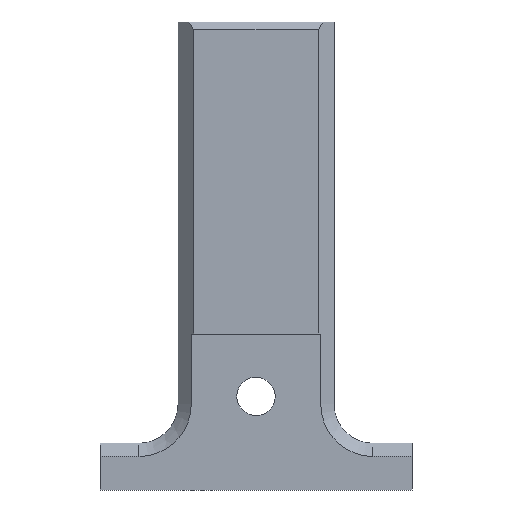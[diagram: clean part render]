
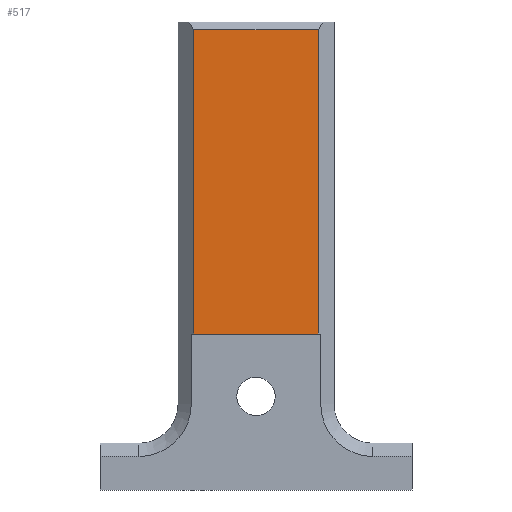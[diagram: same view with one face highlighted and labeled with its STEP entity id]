
A CAD part, front view. The second image highlights one B-rep face of the part: STEP entity #517.
In plain terms, the highlighted planar face has unit normal (0, -1, 0).
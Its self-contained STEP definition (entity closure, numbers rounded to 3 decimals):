
#348=CARTESIAN_POINT('Line Origine',(0.,0.,29.5)) ;
#352=CARTESIAN_POINT('Vertex',(-4.,0.,29.5)) ;
#354=CARTESIAN_POINT('Vertex',(4.,0.,29.5)) ;
#423=CARTESIAN_POINT('Vertex',(-4.,0.,10.)) ;
#426=CARTESIAN_POINT('Line Origine',(-4.,0.,14.75)) ;
#494=CARTESIAN_POINT('Axis2P3D Location',(0.,0.,0.)) ;
#499=CARTESIAN_POINT('Line Origine',(0.,0.,10.)) ;
#503=CARTESIAN_POINT('Vertex',(4.,0.,10.)) ;
#506=CARTESIAN_POINT('Line Origine',(4.,0.,19.75)) ;
#349=DIRECTION('Vector Direction',(1.,0.,0.)) ;
#427=DIRECTION('Vector Direction',(0.,0.,1.)) ;
#495=DIRECTION('Axis2P3D Direction',(0.,1.,0.)) ;
#496=DIRECTION('Axis2P3D XDirection',(0.,0.,1.)) ;
#500=DIRECTION('Vector Direction',(1.,0.,0.)) ;
#507=DIRECTION('Vector Direction',(0.,0.,-1.)) ;
#497=AXIS2_PLACEMENT_3D('Plane Axis2P3D',#494,#495,#496) ;
#512=ORIENTED_EDGE('',*,*,#505,.F.) ;
#513=ORIENTED_EDGE('',*,*,#510,.T.) ;
#514=ORIENTED_EDGE('',*,*,#356,.F.) ;
#515=ORIENTED_EDGE('',*,*,#430,.T.) ;
#350=VECTOR('Line Direction',#349,1.) ;
#428=VECTOR('Line Direction',#427,1.) ;
#501=VECTOR('Line Direction',#500,1.) ;
#508=VECTOR('Line Direction',#507,1.) ;
#517=ADVANCED_FACE('Hauptk\X2\00F6\X0\rper',(#516),#498,.F.) ;
#356=EDGE_CURVE('',#353,#355,#351,.T.) ;
#430=EDGE_CURVE('',#353,#424,#429,.F.) ;
#505=EDGE_CURVE('',#504,#424,#502,.F.) ;
#510=EDGE_CURVE('',#504,#355,#509,.F.) ;
#511=EDGE_LOOP('',(#512,#513,#514,#515)) ;
#516=FACE_OUTER_BOUND('',#511,.T.) ;
#351=LINE('Line',#348,#350) ;
#429=LINE('Line',#426,#428) ;
#502=LINE('Line',#499,#501) ;
#509=LINE('Line',#506,#508) ;
#498=PLANE('',#497) ;
#353=VERTEX_POINT('',#352) ;
#355=VERTEX_POINT('',#354) ;
#424=VERTEX_POINT('',#423) ;
#504=VERTEX_POINT('',#503) ;
